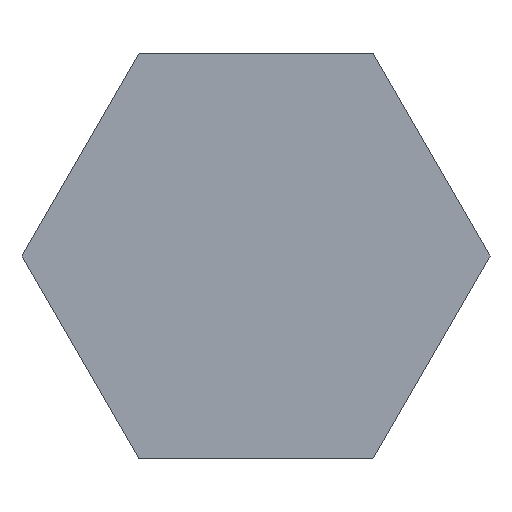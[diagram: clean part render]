
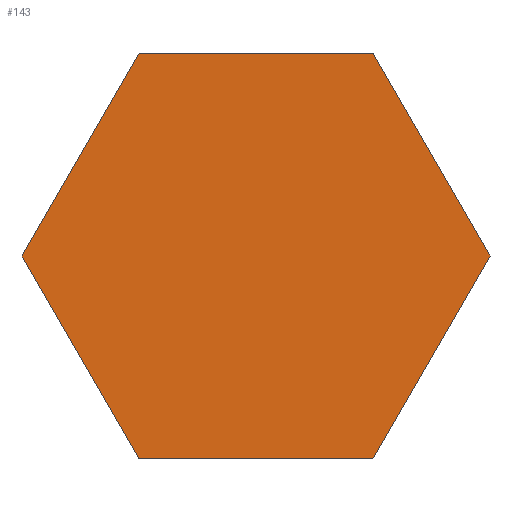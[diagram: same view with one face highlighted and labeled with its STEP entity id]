
A CAD part, front view. The second image highlights one B-rep face of the part: STEP entity #143.
In plain terms, the highlighted planar face has unit normal (0, -1, 0).
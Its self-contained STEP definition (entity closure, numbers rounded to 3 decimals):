
#6 = EDGE_CURVE ( 'NONE', #9, #161, #128, .T. ) ;
#7 = VECTOR ( 'NONE', #185, 1000. ) ;
#9 = VERTEX_POINT ( 'NONE', #247 ) ;
#13 = DIRECTION ( 'NONE',  ( 1., 0., 0. ) ) ;
#15 = VERTEX_POINT ( 'NONE', #35 ) ;
#18 = VECTOR ( 'NONE', #20, 1000. ) ;
#19 = LINE ( 'NONE', #141, #207 ) ;
#20 = DIRECTION ( 'NONE',  ( -0.5, 0., 0.866 ) ) ;
#21 = FACE_OUTER_BOUND ( 'NONE', #129, .T. ) ;
#23 = DIRECTION ( 'NONE',  ( -0.5, 0., -0.866 ) ) ;
#26 = CARTESIAN_POINT ( 'NONE',  ( 3.666, 0., 6.35 ) ) ;
#29 = ORIENTED_EDGE ( 'NONE', *, *, #6, .F. ) ;
#32 = CARTESIAN_POINT ( 'NONE',  ( -3.666, 0., 6.35 ) ) ;
#34 = VERTEX_POINT ( 'NONE', #250 ) ;
#35 = CARTESIAN_POINT ( 'NONE',  ( -7.332, 0., 0. ) ) ;
#39 = LINE ( 'NONE', #136, #18 ) ;
#41 = CARTESIAN_POINT ( 'NONE',  ( 0., 0., 0. ) ) ;
#46 = VECTOR ( 'NONE', #222, 1000. ) ;
#57 = EDGE_CURVE ( 'NONE', #15, #9, #19, .T. ) ;
#61 = VECTOR ( 'NONE', #23, 1000. ) ;
#64 = ORIENTED_EDGE ( 'NONE', *, *, #159, .F. ) ;
#73 = VERTEX_POINT ( 'NONE', #79 ) ;
#78 = EDGE_CURVE ( 'NONE', #34, #15, #39, .T. ) ;
#79 = CARTESIAN_POINT ( 'NONE',  ( 3.666, 0., -6.35 ) ) ;
#92 = VERTEX_POINT ( 'NONE', #96 ) ;
#93 = ORIENTED_EDGE ( 'NONE', *, *, #213, .F. ) ;
#96 = CARTESIAN_POINT ( 'NONE',  ( 7.332, 0., 0. ) ) ;
#98 = DIRECTION ( 'NONE',  ( 0., 1., 0. ) ) ;
#101 = LINE ( 'NONE', #180, #46 ) ;
#107 = ORIENTED_EDGE ( 'NONE', *, *, #78, .F. ) ;
#109 = ORIENTED_EDGE ( 'NONE', *, *, #57, .F. ) ;
#111 = AXIS2_PLACEMENT_3D ( 'NONE', #41, #98, #121 ) ;
#121 = DIRECTION ( 'NONE',  ( 0., 0., 1. ) ) ;
#128 = LINE ( 'NONE', #32, #237 ) ;
#129 = EDGE_LOOP ( 'NONE', ( #93, #29, #109, #107, #64, #227 ) ) ;
#136 = CARTESIAN_POINT ( 'NONE',  ( -3.666, 0., -6.35 ) ) ;
#141 = CARTESIAN_POINT ( 'NONE',  ( -7.332, 0., 0. ) ) ;
#143 = ADVANCED_FACE ( 'NONE', ( #21 ), #221, .F. ) ;
#147 = EDGE_CURVE ( 'NONE', #92, #73, #205, .T. ) ;
#159 = EDGE_CURVE ( 'NONE', #73, #34, #101, .T. ) ;
#161 = VERTEX_POINT ( 'NONE', #26 ) ;
#179 = CARTESIAN_POINT ( 'NONE',  ( 7.332, 0., 0. ) ) ;
#180 = CARTESIAN_POINT ( 'NONE',  ( 3.666, 0., -6.35 ) ) ;
#183 = LINE ( 'NONE', #239, #7 ) ;
#185 = DIRECTION ( 'NONE',  ( 0.5, 0., -0.866 ) ) ;
#200 = DIRECTION ( 'NONE',  ( 0.5, 0., 0.866 ) ) ;
#205 = LINE ( 'NONE', #179, #61 ) ;
#207 = VECTOR ( 'NONE', #200, 1000. ) ;
#213 = EDGE_CURVE ( 'NONE', #161, #92, #183, .T. ) ;
#221 = PLANE ( 'NONE',  #111 ) ;
#222 = DIRECTION ( 'NONE',  ( -1., 0., 0. ) ) ;
#227 = ORIENTED_EDGE ( 'NONE', *, *, #147, .F. ) ;
#237 = VECTOR ( 'NONE', #13, 1000. ) ;
#239 = CARTESIAN_POINT ( 'NONE',  ( 3.666, 0., 6.35 ) ) ;
#247 = CARTESIAN_POINT ( 'NONE',  ( -3.666, 0., 6.35 ) ) ;
#250 = CARTESIAN_POINT ( 'NONE',  ( -3.666, 0., -6.35 ) ) ;
